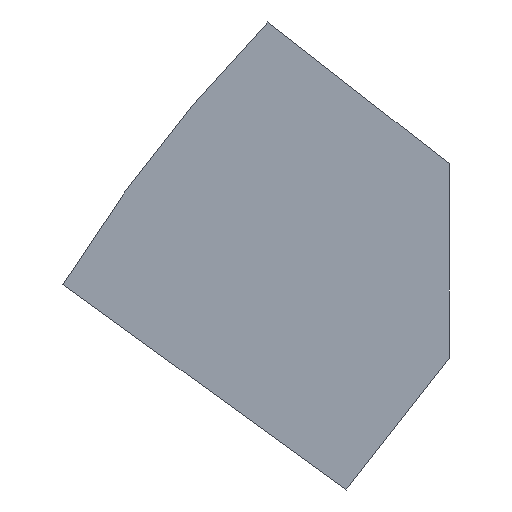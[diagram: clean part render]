
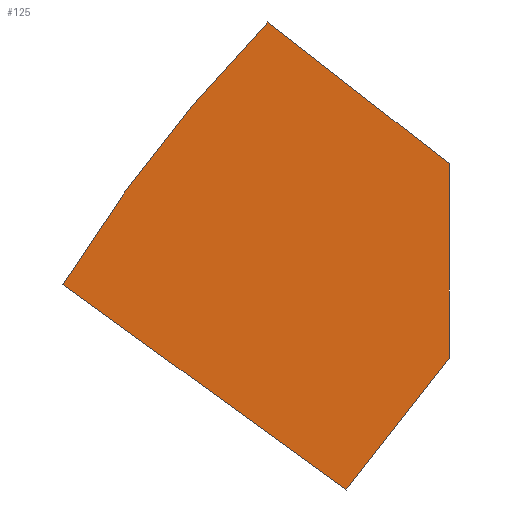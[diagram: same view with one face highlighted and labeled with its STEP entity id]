
A CAD part, left-side view. The second image highlights one B-rep face of the part: STEP entity #125.
In plain terms, the highlighted planar face has unit normal (-1, 0, 0).
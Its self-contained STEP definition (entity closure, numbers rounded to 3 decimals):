
#15=CIRCLE('',#145,14.863);
#24=FACE_OUTER_BOUND('',#31,.T.);
#31=EDGE_LOOP('',(#108,#109,#110,#111,#112));
#32=LINE('',#186,#45);
#36=LINE('',#194,#49);
#39=LINE('',#200,#52);
#42=LINE('',#206,#55);
#45=VECTOR('',#153,10.);
#49=VECTOR('',#159,10.);
#52=VECTOR('',#164,10.);
#55=VECTOR('',#169,10.);
#58=VERTEX_POINT('',#184);
#59=VERTEX_POINT('',#185);
#62=VERTEX_POINT('',#193);
#64=VERTEX_POINT('',#199);
#66=VERTEX_POINT('',#205);
#68=EDGE_CURVE('',#58,#59,#32,.T.);
#72=EDGE_CURVE('',#62,#58,#36,.T.);
#75=EDGE_CURVE('',#64,#62,#39,.T.);
#78=EDGE_CURVE('',#66,#64,#42,.T.);
#81=EDGE_CURVE('',#59,#66,#15,.T.);
#108=ORIENTED_EDGE('',*,*,#75,.F.);
#109=ORIENTED_EDGE('',*,*,#78,.F.);
#110=ORIENTED_EDGE('',*,*,#81,.F.);
#111=ORIENTED_EDGE('',*,*,#68,.F.);
#112=ORIENTED_EDGE('',*,*,#72,.F.);
#118=PLANE('',#148);
#125=ADVANCED_FACE('',(#24),#118,.T.);
#145=AXIS2_PLACEMENT_3D('',#211,#174,#175);
#148=AXIS2_PLACEMENT_3D('',#214,#180,#181);
#153=DIRECTION('',(0.,0.809,0.588));
#159=DIRECTION('',(0.,0.616,-0.788));
#164=DIRECTION('',(0.,0.,-1.));
#169=DIRECTION('',(0.,-0.788,-0.616));
#174=DIRECTION('center_axis',(1.,0.,0.));
#175=DIRECTION('ref_axis',(0.,0.,1.));
#180=DIRECTION('center_axis',(-1.,0.,0.));
#181=DIRECTION('ref_axis',(0.,0.,1.));
#184=CARTESIAN_POINT('',(-65.2,8.143,77.108));
#185=CARTESIAN_POINT('',(-65.2,10.866,79.086));
#186=CARTESIAN_POINT('',(-65.2,8.962,77.703));
#193=CARTESIAN_POINT('',(-65.2,7.153,78.375));
#194=CARTESIAN_POINT('',(-65.2,7.267,78.23));
#199=CARTESIAN_POINT('',(-65.2,7.153,80.246));
#200=CARTESIAN_POINT('',(-65.2,7.153,79.802));
#205=CARTESIAN_POINT('',(-65.2,8.896,81.608));
#206=CARTESIAN_POINT('',(-65.2,8.386,81.209));
#211=CARTESIAN_POINT('Origin',(-65.2,-1.763,71.25));
#214=CARTESIAN_POINT('Origin',(-65.2,9.01,79.358));
